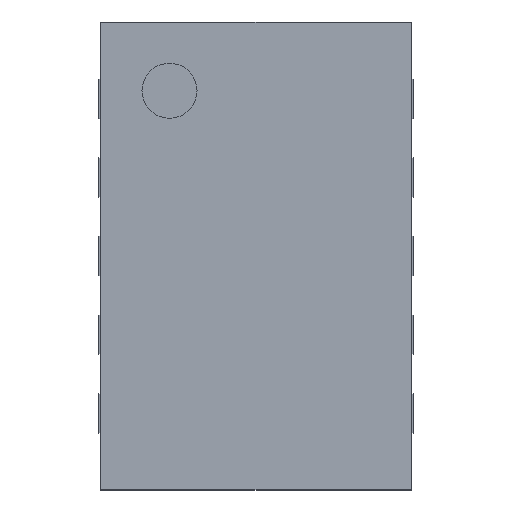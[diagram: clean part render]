
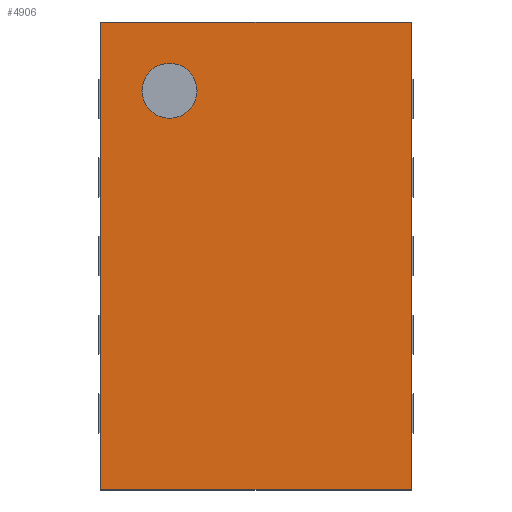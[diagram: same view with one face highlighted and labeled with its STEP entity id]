
A CAD part, top view. The second image highlights one B-rep face of the part: STEP entity #4906.
In plain terms, the highlighted planar face has unit normal (0, 0, 1).
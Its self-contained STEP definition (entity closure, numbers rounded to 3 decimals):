
#214 = PLANE('',#215);
#215 = AXIS2_PLACEMENT_3D('',#216,#217,#218);
#216 = CARTESIAN_POINT('',(-0.988,1.488,0.038));
#217 = DIRECTION('',(1.,0.,0.));
#218 = DIRECTION('',(0.,0.,1.));
#468 = PLANE('',#469);
#469 = AXIS2_PLACEMENT_3D('',#470,#471,#472);
#470 = CARTESIAN_POINT('',(0.988,1.488,0.038));
#471 = DIRECTION('',(1.,0.,0.));
#472 = DIRECTION('',(0.,0.,1.));
#496 = PLANE('',#497);
#497 = AXIS2_PLACEMENT_3D('',#498,#499,#500);
#498 = CARTESIAN_POINT('',(-0.988,1.488,0.038));
#499 = DIRECTION('',(0.,-1.,0.));
#500 = DIRECTION('',(0.,0.,1.));
#1011 = PLANE('',#1012);
#1012 = AXIS2_PLACEMENT_3D('',#1013,#1014,#1015);
#1013 = CARTESIAN_POINT('',(-0.988,-1.488,0.038));
#1014 = DIRECTION('',(0.,-1.,0.));
#1015 = DIRECTION('',(0.,0.,1.));
#1713 = VERTEX_POINT('',#1714);
#1714 = CARTESIAN_POINT('',(-0.988,1.488,0.788));
#1735 = EDGE_CURVE('',#1713,#1736,#1738,.T.);
#1736 = VERTEX_POINT('',#1737);
#1737 = CARTESIAN_POINT('',(-0.988,-1.488,0.788));
#1738 = SURFACE_CURVE('',#1739,(#1743,#1750),.PCURVE_S1.);
#1739 = LINE('',#1740,#1741);
#1740 = CARTESIAN_POINT('',(-0.988,1.488,0.788));
#1741 = VECTOR('',#1742,1.);
#1742 = DIRECTION('',(0.,-1.,0.));
#1743 = PCURVE('',#214,#1744);
#1744 = DEFINITIONAL_REPRESENTATION('',(#1745),#1749);
#1745 = LINE('',#1746,#1747);
#1746 = CARTESIAN_POINT('',(0.75,0.));
#1747 = VECTOR('',#1748,1.);
#1748 = DIRECTION('',(0.,1.));
#1749 = ( GEOMETRIC_REPRESENTATION_CONTEXT(2) 
PARAMETRIC_REPRESENTATION_CONTEXT() REPRESENTATION_CONTEXT('2D SPACE',''
  ) );
#1750 = PCURVE('',#1751,#1756);
#1751 = PLANE('',#1752);
#1752 = AXIS2_PLACEMENT_3D('',#1753,#1754,#1755);
#1753 = CARTESIAN_POINT('',(-0.988,1.488,0.788));
#1754 = DIRECTION('',(0.,0.,1.));
#1755 = DIRECTION('',(0.,-1.,0.));
#1756 = DEFINITIONAL_REPRESENTATION('',(#1757),#1761);
#1757 = LINE('',#1758,#1759);
#1758 = CARTESIAN_POINT('',(0.,0.));
#1759 = VECTOR('',#1760,1.);
#1760 = DIRECTION('',(1.,0.));
#1761 = ( GEOMETRIC_REPRESENTATION_CONTEXT(2) 
PARAMETRIC_REPRESENTATION_CONTEXT() REPRESENTATION_CONTEXT('2D SPACE',''
  ) );
#2099 = VERTEX_POINT('',#2100);
#2100 = CARTESIAN_POINT('',(0.988,1.488,0.788));
#2121 = EDGE_CURVE('',#2099,#2122,#2124,.T.);
#2122 = VERTEX_POINT('',#2123);
#2123 = CARTESIAN_POINT('',(0.988,-1.488,0.788));
#2124 = SURFACE_CURVE('',#2125,(#2129,#2136),.PCURVE_S1.);
#2125 = LINE('',#2126,#2127);
#2126 = CARTESIAN_POINT('',(0.988,1.488,0.788));
#2127 = VECTOR('',#2128,1.);
#2128 = DIRECTION('',(0.,-1.,0.));
#2129 = PCURVE('',#468,#2130);
#2130 = DEFINITIONAL_REPRESENTATION('',(#2131),#2135);
#2131 = LINE('',#2132,#2133);
#2132 = CARTESIAN_POINT('',(0.75,0.));
#2133 = VECTOR('',#2134,1.);
#2134 = DIRECTION('',(0.,1.));
#2135 = ( GEOMETRIC_REPRESENTATION_CONTEXT(2) 
PARAMETRIC_REPRESENTATION_CONTEXT() REPRESENTATION_CONTEXT('2D SPACE',''
  ) );
#2136 = PCURVE('',#1751,#2137);
#2137 = DEFINITIONAL_REPRESENTATION('',(#2138),#2142);
#2138 = LINE('',#2139,#2140);
#2139 = CARTESIAN_POINT('',(0.,1.975));
#2140 = VECTOR('',#2141,1.);
#2141 = DIRECTION('',(1.,0.));
#2142 = ( GEOMETRIC_REPRESENTATION_CONTEXT(2) 
PARAMETRIC_REPRESENTATION_CONTEXT() REPRESENTATION_CONTEXT('2D SPACE',''
  ) );
#2521 = EDGE_CURVE('',#1713,#2099,#2522,.T.);
#2522 = SURFACE_CURVE('',#2523,(#2527,#2534),.PCURVE_S1.);
#2523 = LINE('',#2524,#2525);
#2524 = CARTESIAN_POINT('',(-0.988,1.488,0.788));
#2525 = VECTOR('',#2526,1.);
#2526 = DIRECTION('',(1.,0.,0.));
#2527 = PCURVE('',#496,#2528);
#2528 = DEFINITIONAL_REPRESENTATION('',(#2529),#2533);
#2529 = LINE('',#2530,#2531);
#2530 = CARTESIAN_POINT('',(0.75,0.));
#2531 = VECTOR('',#2532,1.);
#2532 = DIRECTION('',(0.,-1.));
#2533 = ( GEOMETRIC_REPRESENTATION_CONTEXT(2) 
PARAMETRIC_REPRESENTATION_CONTEXT() REPRESENTATION_CONTEXT('2D SPACE',''
  ) );
#2534 = PCURVE('',#1751,#2535);
#2535 = DEFINITIONAL_REPRESENTATION('',(#2536),#2540);
#2536 = LINE('',#2537,#2538);
#2537 = CARTESIAN_POINT('',(0.,0.));
#2538 = VECTOR('',#2539,1.);
#2539 = DIRECTION('',(0.,1.));
#2540 = ( GEOMETRIC_REPRESENTATION_CONTEXT(2) 
PARAMETRIC_REPRESENTATION_CONTEXT() REPRESENTATION_CONTEXT('2D SPACE',''
  ) );
#4636 = EDGE_CURVE('',#1736,#2122,#4637,.T.);
#4637 = SURFACE_CURVE('',#4638,(#4642,#4649),.PCURVE_S1.);
#4638 = LINE('',#4639,#4640);
#4639 = CARTESIAN_POINT('',(-0.988,-1.488,0.788));
#4640 = VECTOR('',#4641,1.);
#4641 = DIRECTION('',(1.,0.,0.));
#4642 = PCURVE('',#1011,#4643);
#4643 = DEFINITIONAL_REPRESENTATION('',(#4644),#4648);
#4644 = LINE('',#4645,#4646);
#4645 = CARTESIAN_POINT('',(0.75,0.));
#4646 = VECTOR('',#4647,1.);
#4647 = DIRECTION('',(0.,-1.));
#4648 = ( GEOMETRIC_REPRESENTATION_CONTEXT(2) 
PARAMETRIC_REPRESENTATION_CONTEXT() REPRESENTATION_CONTEXT('2D SPACE',''
  ) );
#4649 = PCURVE('',#1751,#4650);
#4650 = DEFINITIONAL_REPRESENTATION('',(#4651),#4655);
#4651 = LINE('',#4652,#4653);
#4652 = CARTESIAN_POINT('',(2.975,0.));
#4653 = VECTOR('',#4654,1.);
#4654 = DIRECTION('',(0.,1.));
#4655 = ( GEOMETRIC_REPRESENTATION_CONTEXT(2) 
PARAMETRIC_REPRESENTATION_CONTEXT() REPRESENTATION_CONTEXT('2D SPACE',''
  ) );
#4906 = ADVANCED_FACE('',(#4907,#4913),#1751,.T.);
#4907 = FACE_BOUND('',#4908,.T.);
#4908 = EDGE_LOOP('',(#4909,#4910,#4911,#4912));
#4909 = ORIENTED_EDGE('',*,*,#2521,.F.);
#4910 = ORIENTED_EDGE('',*,*,#1735,.T.);
#4911 = ORIENTED_EDGE('',*,*,#4636,.T.);
#4912 = ORIENTED_EDGE('',*,*,#2121,.F.);
#4913 = FACE_BOUND('',#4914,.T.);
#4914 = EDGE_LOOP('',(#4915));
#4915 = ORIENTED_EDGE('',*,*,#4916,.T.);
#4916 = EDGE_CURVE('',#4917,#4917,#4919,.T.);
#4917 = VERTEX_POINT('',#4918);
#4918 = CARTESIAN_POINT('',(-0.55,0.875,0.788));
#4919 = SURFACE_CURVE('',#4920,(#4925,#4936),.PCURVE_S1.);
#4920 = CIRCLE('',#4921,0.175);
#4921 = AXIS2_PLACEMENT_3D('',#4922,#4923,#4924);
#4922 = CARTESIAN_POINT('',(-0.55,1.05,0.788));
#4923 = DIRECTION('',(0.,0.,-1.));
#4924 = DIRECTION('',(0.,-1.,0.));
#4925 = PCURVE('',#1751,#4926);
#4926 = DEFINITIONAL_REPRESENTATION('',(#4927),#4935);
#4927 = ( BOUNDED_CURVE() B_SPLINE_CURVE(2,(#4928,#4929,#4930,#4931,
#4932,#4933,#4934),.UNSPECIFIED.,.T.,.F.) B_SPLINE_CURVE_WITH_KNOTS((1,2
    ,2,2,2,1),(-2.094,0.,2.094,4.189,
6.283,8.378),.UNSPECIFIED.) CURVE() 
GEOMETRIC_REPRESENTATION_ITEM() RATIONAL_B_SPLINE_CURVE((1.,0.5,1.,0.5,
1.,0.5,1.)) REPRESENTATION_ITEM('') );
#4928 = CARTESIAN_POINT('',(0.613,0.438));
#4929 = CARTESIAN_POINT('',(0.613,0.134));
#4930 = CARTESIAN_POINT('',(0.35,0.286));
#4931 = CARTESIAN_POINT('',(0.088,0.438));
#4932 = CARTESIAN_POINT('',(0.35,0.589));
#4933 = CARTESIAN_POINT('',(0.613,0.741));
#4934 = CARTESIAN_POINT('',(0.613,0.438));
#4935 = ( GEOMETRIC_REPRESENTATION_CONTEXT(2) 
PARAMETRIC_REPRESENTATION_CONTEXT() REPRESENTATION_CONTEXT('2D SPACE',''
  ) );
#4936 = PCURVE('',#4937,#4942);
#4937 = CYLINDRICAL_SURFACE('',#4938,0.175);
#4938 = AXIS2_PLACEMENT_3D('',#4939,#4940,#4941);
#4939 = CARTESIAN_POINT('',(-0.55,1.05,0.795));
#4940 = DIRECTION('',(0.,0.,-1.));
#4941 = DIRECTION('',(0.,-1.,0.));
#4942 = DEFINITIONAL_REPRESENTATION('',(#4943),#4947);
#4943 = LINE('',#4944,#4945);
#4944 = CARTESIAN_POINT('',(-6.283,0.008));
#4945 = VECTOR('',#4946,1.);
#4946 = DIRECTION('',(1.,0.));
#4947 = ( GEOMETRIC_REPRESENTATION_CONTEXT(2) 
PARAMETRIC_REPRESENTATION_CONTEXT() REPRESENTATION_CONTEXT('2D SPACE',''
  ) );
